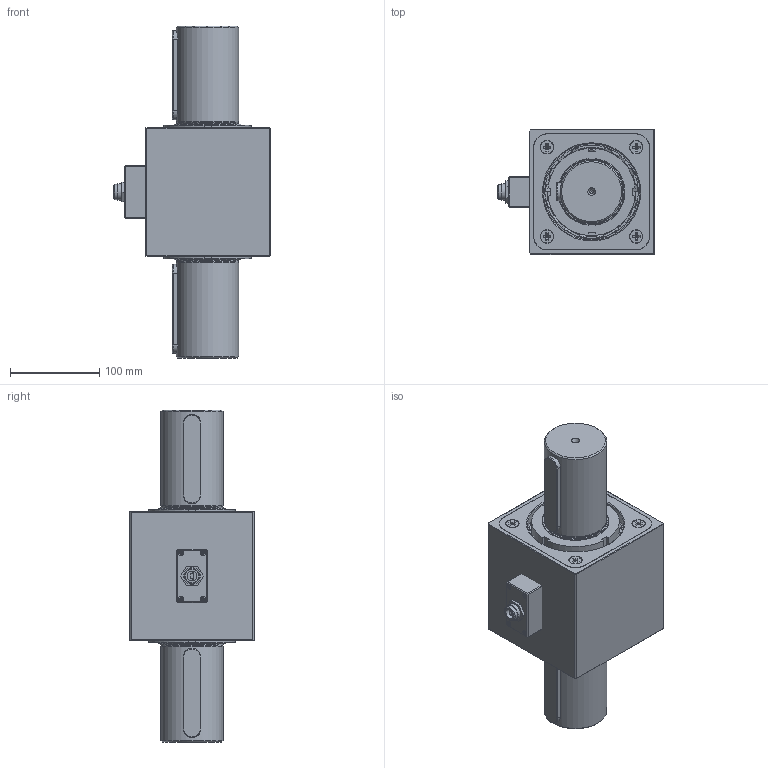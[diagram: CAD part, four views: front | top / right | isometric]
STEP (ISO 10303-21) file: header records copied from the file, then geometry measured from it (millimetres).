
FILE_DESCRIPTION( ( 'Unknown' ), '1' );
FILE_NAME( '2643-Z26_DOC-00091057.stp', 'Unknown', ( 'Unknown' ), ( 'Unknown' ), 'PSStep 17.0.49', 'Unknown', ' ' );
FILE_SCHEMA( ( 'AUTOMOTIVE_DESIGN { 1 0 10303 214 1 1 1 1 }' ) );
Length unit declared in the file: millimetre
Products named in the file (39): 2643-B26_DOC-00078303; 2643-060_DOC-00078306; 2643-062_DOC-00078329; 2643-062_DOC-00078329-oa7; senkschraube din 965-m8x14-h; senkschraube din 965-m8x14-h-oa8; senkschraube din 965-m8x14-h-oa9; senkschraube din 965-m8x14-h-oa10; senkschraube din 965-m8x14-h-oa11; senkschraube din 965-m8x14-h-oa12; senkschraube din 965-m8x14-h-oa13; senkschraube din 965-m8x14-h-oa14; 2643-B03_DOC-00044358; 2643-015_DOC-00044333; Senkschraube DIN 965-M3x30-H; Senkschraube DIN 965-M3x30-H-oa0; Senkschraube DIN 965-M3x30-H-oa1; Senkschraube DIN 965-M3x30-H-oa2; 2643-B56_DOC-00091058; din 625-t1-6015-2z_75x115x20; din 625-t1-6015-2z_75x115x20-oa3; Nutmutter DIN 981-KM 15; Nutmutter DIN 981-KM 15-oa4; Sicherungsblech DIN 5406-MB 15; Sicherungsblech DIN 5406-MB 15-oa5; 2643-105_DOC-00091045; Paßfeder A20x12x100 DIN 6885; Paßfeder A20x12x100 DIN 6885-oa6; Assem1; USB-Buchse_DOC-00062388; USB_DOC-00062390
Assembly tree (38 placements, depth 3):
  Assem1
    USB-Buchse_DOC-00062388
    USB_DOC-00062390
    2643-B03_DOC-00044358
      2643-015_DOC-00044333
      Senkschraube DIN 965-M3x30-H
      Senkschraube DIN 965-M3x30-H-oa0
      Senkschraube DIN 965-M3x30-H-oa1
      Senkschraube DIN 965-M3x30-H-oa2
    2643-B56_DOC-00091058
      din 625-t1-6015-2z_75x115x20
      din 625-t1-6015-2z_75x115x20
      din 625-t1-6015-2z_75x115x20
      din 625-t1-6015-2z_75x115x20
      din 625-t1-6015-2z_75x115x20
      din 625-t1-6015-2z_75x115x20-oa3
      din 625-t1-6015-2z_75x115x20-oa3
      din 625-t1-6015-2z_75x115x20-oa3
      din 625-t1-6015-2z_75x115x20-oa3
      din 625-t1-6015-2z_75x115x20-oa3
      Nutmutter DIN 981-KM 15
      Nutmutter DIN 981-KM 15-oa4
      Sicherungsblech DIN 5406-MB 15
      Sicherungsblech DIN 5406-MB 15-oa5
      2643-105_DOC-00091045
      Paßfeder A20x12x100 DIN 6885
      Paßfeder A20x12x100 DIN 6885-oa6
    2643-B26_DOC-00078303
      2643-060_DOC-00078306
      2643-062_DOC-00078329
      2643-062_DOC-00078329-oa7
      senkschraube din 965-m8x14-h
      senkschraube din 965-m8x14-h-oa8
      senkschraube din 965-m8x14-h-oa9
      senkschraube din 965-m8x14-h-oa10
      senkschraube din 965-m8x14-h-oa11
      senkschraube din 965-m8x14-h-oa12
      senkschraube din 965-m8x14-h-oa13
      senkschraube din 965-m8x14-h-oa14
Bounding box: 174.9 x 140 x 372 mm (x, y, z)
Volume: 3186305.5 mm3; surface area: 514165.5 mm2
Topology: 35 solids, 37 shells, 954 faces, 2408 edges, 1563 vertices
Faces by surface type: plane 467, cylinder 266, cone 177, torus 40, bspline 4
Full cylindrical faces by diameter (mm): 2.387 x4, 3 x4, 3.2 x4, 4 x2, 5.6 x4, 6.466 x8, 6.647 x8, 8 x8, 8.4 x8, 10.106 x4, 10.5 x1, 11 x1, 12 x2, 14.5 x8, 17 x1, 19 x3, 24 x1, 69.4 x2, 70 x2, 72.835 x2, 75 x4, 80 x3, 83.3 x4, 90 x1, 91.63 x4, 99.75 x4, 104.88 x4, 104.98 x4, 105 x4, 108 x2
Entity records: 36480 total; most frequent: CARTESIAN_POINT 6304, DIRECTION 4618, ORIENTED_EDGE 4220, EDGE_CURVE 2110, AXIS2_PLACEMENT_3D 1744, VERTEX_POINT 1498, EDGE_LOOP 1270, LINE 1130
